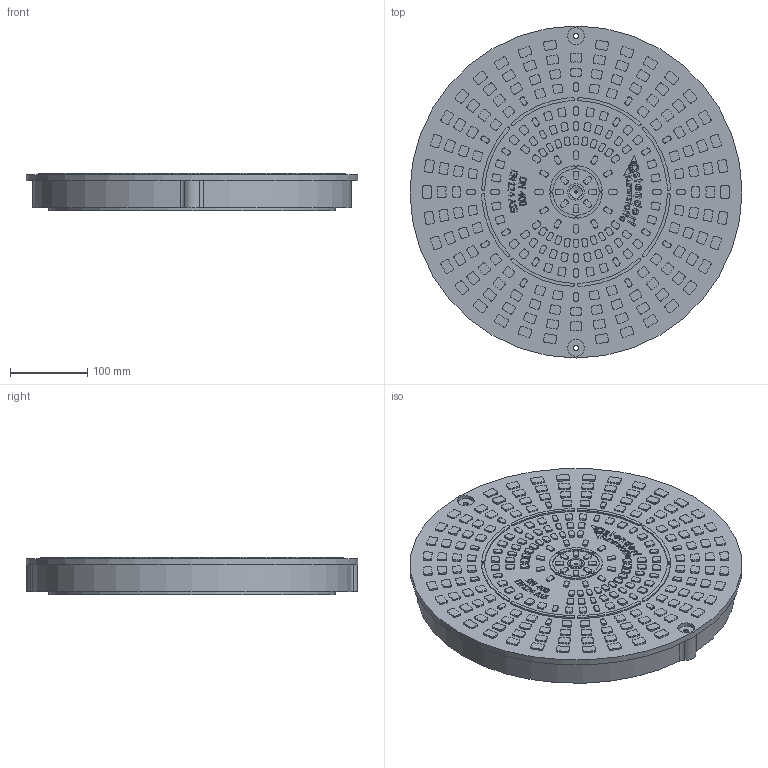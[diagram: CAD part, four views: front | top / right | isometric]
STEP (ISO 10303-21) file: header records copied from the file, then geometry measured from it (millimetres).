
FILE_DESCRIPTION(/* description */ (''),/* implementation_level */ '2;1');
FILE_NAME(/* name */ '660250 Schachtdeckel DN400.stp',/* time_stamp */ '2020-11-19T16:06:58+01:00',/* author */ ('LWM'),/* organization */ (''),/* preprocessor_version */ 'ST-DEVELOPER v18',/* originating_system */ 'Autodesk Inventor 2020',/* authorisation */ '');
FILE_SCHEMA (('AUTOMOTIVE_DESIGN { 1 0 10303 214 3 1 1 }'));
Length unit declared in the file: millimetre
Products named in the file (1): Schachtdeckel DN400
Bounding box: 429 x 429 x 49 mm (x, y, z)
Volume: 1860076.8 mm3; surface area: 668843.7 mm2
Topology: 1 solids, 1 shells, 2876 faces, 7686 edges, 5127 vertices
Faces by surface type: cylinder 1539, plane 1120, bspline 194, cone 23
Full cylindrical faces by diameter (mm): 6.3 x2, 21 x1, 22 x2, 370 x1, 429 x1
Entity records: 91898 total; most frequent: CARTESIAN_POINT 18116, DIRECTION 15811, ORIENTED_EDGE 15372, EDGE_CURVE 7686, AXIS2_PLACEMENT_3D 5866, VERTEX_POINT 5127, LINE 4079, VECTOR 4079
